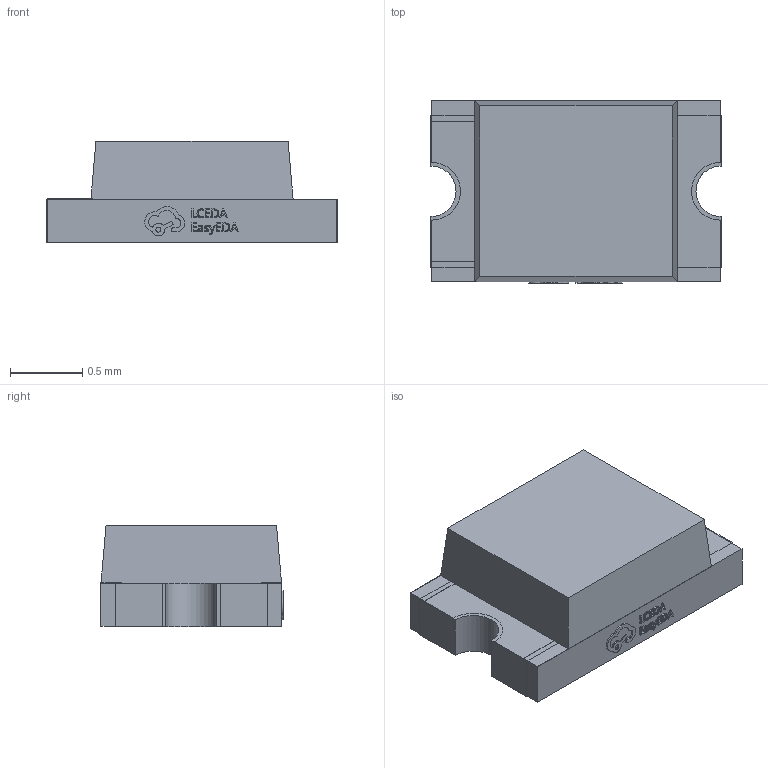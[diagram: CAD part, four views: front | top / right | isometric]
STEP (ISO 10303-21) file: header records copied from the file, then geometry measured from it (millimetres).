
FILE_DESCRIPTION (( 'STEP AP214' ), '1' );
FILE_NAME ('LED-SMD_L2.0-W1.3-H0.8.step', '2022-07-08T12:30:17', ( '' ), ( '' ), 'SwSTEP 2.0', 'SolidWorks 2020', '' );
FILE_SCHEMA (( 'AUTOMOTIVE_DESIGN' ));
Length unit declared in the file: millimetre
Products named in the file (1): LED-SMD_L2.0-W1.3-H0.8
Bounding box: 2.01 x 1.26 x 0.7 mm (x, y, z)
Volume: 1.6 mm3; surface area: 15.8 mm2
Topology: 6 solids, 6 shells, 328 faces, 870 edges, 580 vertices
Faces by surface type: plane 211, bspline 112, cylinder 5
Entity records: 14336 total; most frequent: CARTESIAN_POINT 3883, ORIENTED_EDGE 1740, DIRECTION 1086, EDGE_CURVE 870, VECTOR 632, LINE 632, VERTEX_POINT 580, EDGE_LOOP 354
